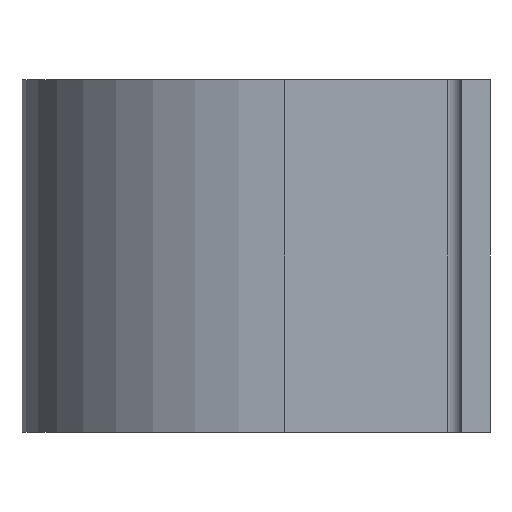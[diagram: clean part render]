
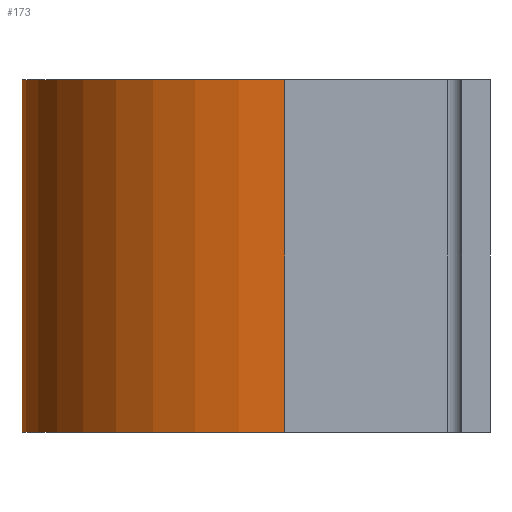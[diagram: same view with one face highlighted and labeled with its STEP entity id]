
A CAD part, left-side view. The second image highlights one B-rep face of the part: STEP entity #173.
In plain terms, the highlighted cylindrical face has radius 14.224 mm (diameter 28.448 mm), a partial arc.
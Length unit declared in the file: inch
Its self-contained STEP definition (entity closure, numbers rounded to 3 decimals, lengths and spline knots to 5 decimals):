
#14 = DIRECTION ( 'NONE',  ( 1., 0., 0. ) ) ;
#15 = EDGE_CURVE ( 'NONE', #280, #101, #443, .T. ) ;
#35 = DIRECTION ( 'NONE',  ( 0., 0., -1. ) ) ;
#41 = CARTESIAN_POINT ( 'NONE',  ( 0.877, 0.437, 0.375 ) ) ;
#42 = VERTEX_POINT ( 'NONE', #222 ) ;
#46 = VERTEX_POINT ( 'NONE', #470 ) ;
#55 = CARTESIAN_POINT ( 'NONE',  ( 1.997, 0.437, -0.375 ) ) ;
#74 = EDGE_LOOP ( 'NONE', ( #420, #438, #156, #324 ) ) ;
#95 = CIRCLE ( 'NONE', #402, 0.56 ) ;
#101 = VERTEX_POINT ( 'NONE', #55 ) ;
#133 = CARTESIAN_POINT ( 'NONE',  ( 1.997, 0.437, 0.375 ) ) ;
#140 = AXIS2_PLACEMENT_3D ( 'NONE', #414, #252, #460 ) ;
#156 = ORIENTED_EDGE ( 'NONE', *, *, #514, .T. ) ;
#173 = ADVANCED_FACE ( 'NONE', ( #490 ), #230, .T. ) ;
#188 = LINE ( 'NONE', #41, #480 ) ;
#198 = CARTESIAN_POINT ( 'NONE',  ( 1.437, 0.437, 0.375 ) ) ;
#222 = CARTESIAN_POINT ( 'NONE',  ( 0.877, 0.437, -0.375 ) ) ;
#230 = CYLINDRICAL_SURFACE ( 'NONE', #140, 0.56 ) ;
#241 = DIRECTION ( 'NONE',  ( 1., 0., 0. ) ) ;
#252 = DIRECTION ( 'NONE',  ( 0., 0., -1. ) ) ;
#274 = DIRECTION ( 'NONE',  ( 0., 0., -1. ) ) ;
#280 = VERTEX_POINT ( 'NONE', #466 ) ;
#290 = AXIS2_PLACEMENT_3D ( 'NONE', #198, #487, #241 ) ;
#324 = ORIENTED_EDGE ( 'NONE', *, *, #15, .T. ) ;
#383 = DIRECTION ( 'NONE',  ( 0., 0., -1. ) ) ;
#386 = EDGE_CURVE ( 'NONE', #46, #42, #188, .T. ) ;
#402 = AXIS2_PLACEMENT_3D ( 'NONE', #527, #274, #14 ) ;
#414 = CARTESIAN_POINT ( 'NONE',  ( 1.437, 0.437, 0.375 ) ) ;
#420 = ORIENTED_EDGE ( 'NONE', *, *, #557, .F. ) ;
#423 = VECTOR ( 'NONE', #35, 39.37008 ) ;
#438 = ORIENTED_EDGE ( 'NONE', *, *, #386, .F. ) ;
#443 = LINE ( 'NONE', #133, #423 ) ;
#460 = DIRECTION ( 'NONE',  ( -1., 0., 0. ) ) ;
#466 = CARTESIAN_POINT ( 'NONE',  ( 1.997, 0.437, 0.375 ) ) ;
#470 = CARTESIAN_POINT ( 'NONE',  ( 0.877, 0.437, 0.375 ) ) ;
#480 = VECTOR ( 'NONE', #383, 39.37008 ) ;
#487 = DIRECTION ( 'NONE',  ( 0., 0., -1. ) ) ;
#490 = FACE_OUTER_BOUND ( 'NONE', #74, .T. ) ;
#495 = CIRCLE ( 'NONE', #290, 0.56 ) ;
#514 = EDGE_CURVE ( 'NONE', #46, #280, #495, .T. ) ;
#527 = CARTESIAN_POINT ( 'NONE',  ( 1.437, 0.437, -0.375 ) ) ;
#557 = EDGE_CURVE ( 'NONE', #42, #101, #95, .T. ) ;
